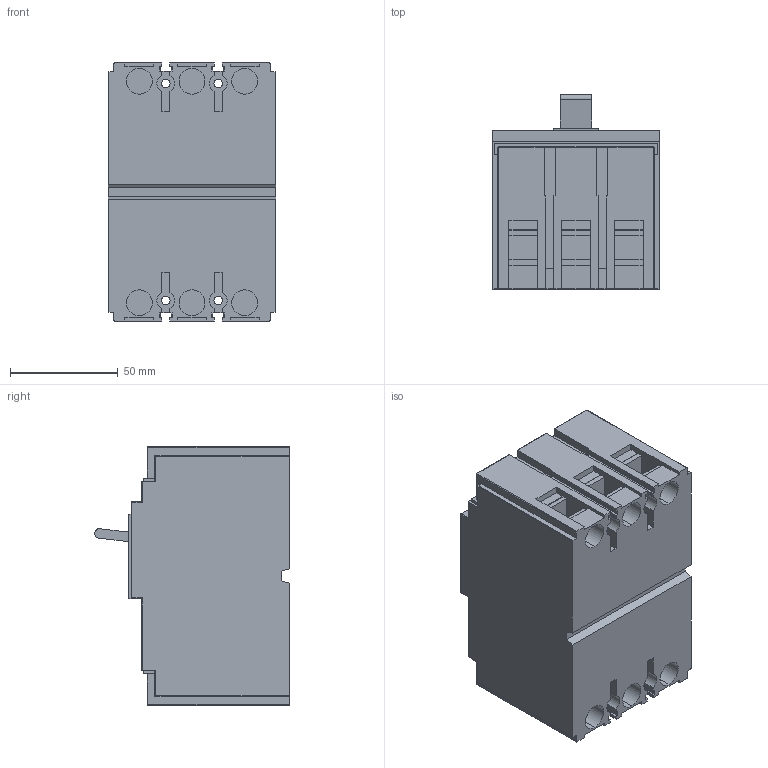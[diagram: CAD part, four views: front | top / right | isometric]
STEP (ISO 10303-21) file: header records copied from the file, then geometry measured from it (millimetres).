
FILE_DESCRIPTION (( 'STEP AP203' ), '1' );
FILE_NAME ('Âûêëþ÷àòåëü íàãðóçêè ÂÍ-99 125_100A (sl99-125-100).STEP', '2018-04-17T05:32:52', ( '' ), ( '' ), 'SwSTEP 2.0', 'SolidWorks 2017', '' );
FILE_SCHEMA (( 'CONFIG_CONTROL_DESIGN' ));
Length unit declared in the file: millimetre
Products named in the file (1): Âûêëþ÷àòåëü íàãðóçêè ÂÍ-99 125_100A (sl99-125-100)
Bounding box: 78 x 90.39 x 120 mm (x, y, z)
Volume: 603657.5 mm3; surface area: 76451.3 mm2
Topology: 1 solids, 1 shells, 578 faces, 1546 edges, 1010 vertices
Faces by surface type: plane 391, cylinder 123, bspline 42, torus 18, sphere 4
Entity records: 20521 total; most frequent: CARTESIAN_POINT 6201, ORIENTED_EDGE 3084, DIRECTION 2718, EDGE_CURVE 1542, LINE 1168, VECTOR 1168, VERTEX_POINT 1010, AXIS2_PLACEMENT_3D 775
